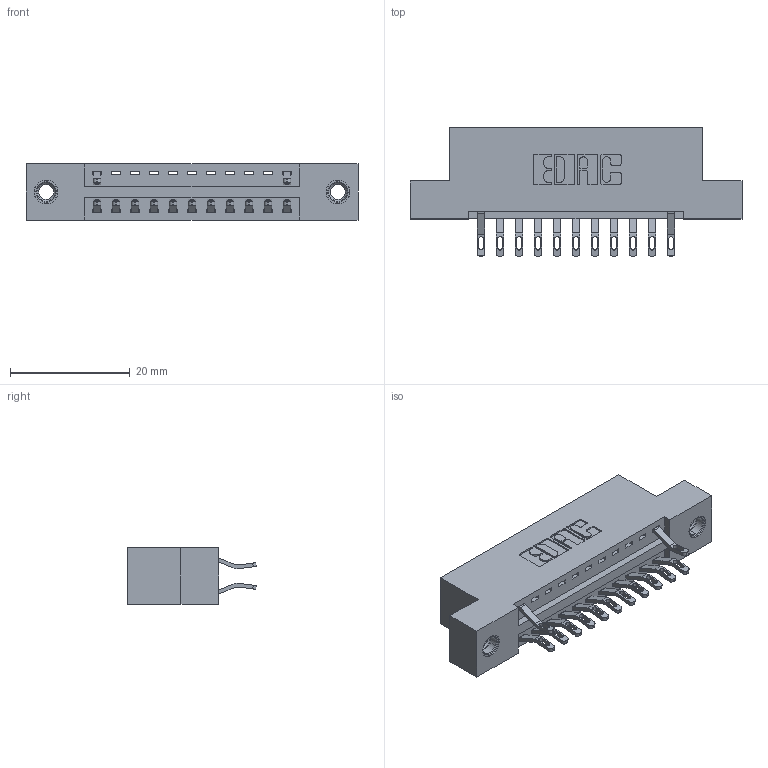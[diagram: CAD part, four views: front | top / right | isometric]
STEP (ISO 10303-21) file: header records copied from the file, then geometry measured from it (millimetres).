
FILE_DESCRIPTION (( 'STEP AP203' ), '1' );
FILE_NAME ('346-022-555-207.STEP', '2018-08-21T00:51:30', ( '' ), ( '' ), 'SwSTEP 2.0', 'SolidWorks 2016', '' );
FILE_SCHEMA (( 'CONFIG_CONTROL_DESIGN' ));
Length unit declared in the file: inch
Products named in the file (4): 346-022-555-207; 346 Part_Flush Mounting Lugs - 0.156 Dia-TI; 345-292-001_555 Tail; 345-250-001_345-250-005-103
Assembly tree (16 placements, depth 2):
  346-022-555-207
    346 Part_Flush Mounting Lugs - 0.156 Dia-TI
    345-292-001_555 Tail  x13
    345-250-001_345-250-005-103  x2
Bounding box: 55.5 x 21.46 x 9.4 mm (x, y, z)
Volume: 5114.3 mm3; surface area: 6243.8 mm2
Topology: 16 solids, 16 shells, 990 faces, 3033 edges, 2014 vertices
Faces by surface type: plane 582, cylinder 392, cone 12, torus 4
Entity records: 12576 total; most frequent: CARTESIAN_POINT 2172, ORIENTED_EDGE 2078, DIRECTION 1951, EDGE_CURVE 1039, LINE 823, VECTOR 823, VERTEX_POINT 688, AXIS2_PLACEMENT_3D 564
